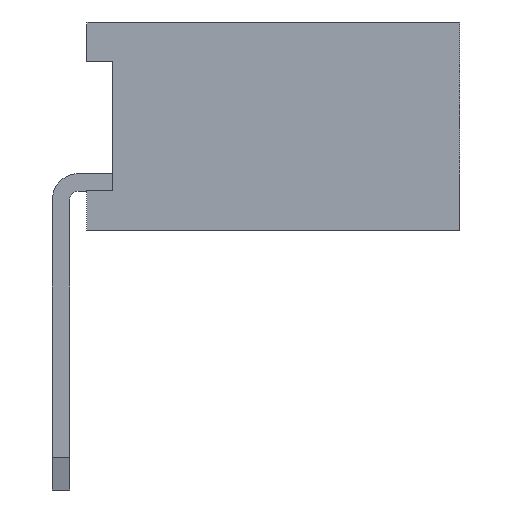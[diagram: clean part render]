
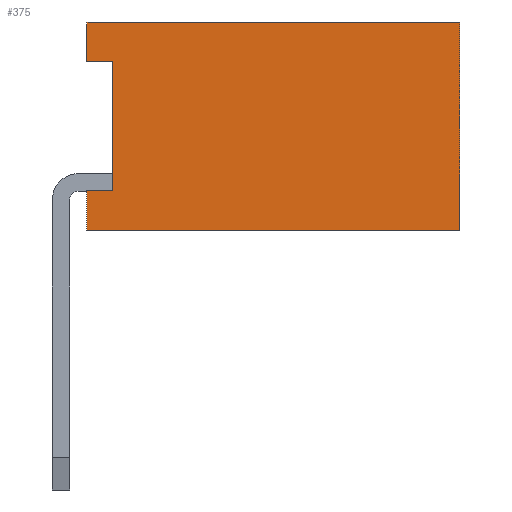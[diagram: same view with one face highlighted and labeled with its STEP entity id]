
A CAD part, left-side view. The second image highlights one B-rep face of the part: STEP entity #375.
In plain terms, the highlighted planar face has unit normal (-1, 0, 0).
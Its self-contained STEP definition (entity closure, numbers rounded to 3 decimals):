
#375=ADVANCED_FACE('',(#15074),#15076,.T.);
#15074=FACE_BOUND('',#15075,.T.);
#15075=EDGE_LOOP('',(#26795,#26796,#26797,#26798,#26799,#26800,#26801,#26802));
#15076=PLANE('',#15077);
#15077=AXIS2_PLACEMENT_3D('',#15078,#15079,#15080);
#15078=CARTESIAN_POINT('',(-1.,-4.6,0.));
#15079=DIRECTION('',(-1.,0.,0.));
#15080=DIRECTION('',(0.,0.,1.));
#26795=ORIENTED_EDGE('',*,*,#35569,.T.);
#26796=ORIENTED_EDGE('',*,*,#35681,.T.);
#26797=ORIENTED_EDGE('',*,*,#35462,.T.);
#26798=ORIENTED_EDGE('',*,*,#35680,.F.);
#26799=ORIENTED_EDGE('',*,*,#35682,.F.);
#26800=ORIENTED_EDGE('',*,*,#35683,.T.);
#26801=ORIENTED_EDGE('',*,*,#35684,.T.);
#26802=ORIENTED_EDGE('',*,*,#35675,.F.);
#35462=EDGE_CURVE('',#39913,#39910,#39914,.F.);
#35569=EDGE_CURVE('',#40127,#40125,#40128,.F.);
#35675=EDGE_CURVE('',#40127,#40332,#40333,.T.);
#35680=EDGE_CURVE('',#40339,#39910,#40341,.T.);
#35681=EDGE_CURVE('',#40125,#39913,#40342,.T.);
#35682=EDGE_CURVE('',#40343,#40339,#40344,.T.);
#35683=EDGE_CURVE('',#40343,#40345,#40346,.T.);
#35684=EDGE_CURVE('',#40345,#40332,#40347,.T.);
#39910=VERTEX_POINT('',#47225);
#39913=VERTEX_POINT('',#47230);
#39914=LINE('',#47231,#47232);
#40125=VERTEX_POINT('',#47654);
#40127=VERTEX_POINT('',#47658);
#40128=LINE('',#47659,#47660);
#40332=VERTEX_POINT('',#48075);
#40333=LINE('',#48076,#48077);
#40339=VERTEX_POINT('',#48090);
#40341=LINE('',#48094,#48095);
#40342=LINE('',#48097,#48098);
#40343=VERTEX_POINT('',#48100);
#40344=LINE('',#48101,#48102);
#40345=VERTEX_POINT('',#48104);
#40346=LINE('',#48105,#48106);
#40347=LINE('',#48108,#48109);
#47225=CARTESIAN_POINT('',(-1.,-0.3,0.45));
#47230=CARTESIAN_POINT('',(-1.,-0.6,0.45));
#47231=CARTESIAN_POINT('',(-1.,-0.3,0.45));
#47232=VECTOR('',#47233,1.);
#47233=DIRECTION('',(0.,-1.,0.));
#47654=CARTESIAN_POINT('',(-1.,-0.6,1.95));
#47658=CARTESIAN_POINT('',(-1.,-0.3,1.95));
#47659=CARTESIAN_POINT('',(-1.,-0.6,1.95));
#47660=VECTOR('',#47661,1.);
#47661=DIRECTION('',(0.,1.,0.));
#48075=CARTESIAN_POINT('',(-1.,-0.3,2.4));
#48076=CARTESIAN_POINT('',(-1.,-0.3,1.95));
#48077=VECTOR('',#48078,1.);
#48078=DIRECTION('',(0.,0.,1.));
#48090=CARTESIAN_POINT('',(-1.,-0.3,0.));
#48094=CARTESIAN_POINT('',(-1.,-0.3,0.));
#48095=VECTOR('',#48096,1.);
#48096=DIRECTION('',(0.,0.,1.));
#48097=CARTESIAN_POINT('',(-1.,-0.6,1.95));
#48098=VECTOR('',#48099,1.);
#48099=DIRECTION('',(0.,0.,-1.));
#48100=CARTESIAN_POINT('',(-1.,-4.6,0.));
#48101=CARTESIAN_POINT('',(-1.,-4.6,0.));
#48102=VECTOR('',#48103,1.);
#48103=DIRECTION('',(0.,1.,0.));
#48104=CARTESIAN_POINT('',(-1.,-4.6,2.4));
#48105=CARTESIAN_POINT('',(-1.,-4.6,0.));
#48106=VECTOR('',#48107,1.);
#48107=DIRECTION('',(0.,0.,1.));
#48108=CARTESIAN_POINT('',(-1.,-4.6,2.4));
#48109=VECTOR('',#48110,1.);
#48110=DIRECTION('',(0.,1.,0.));
